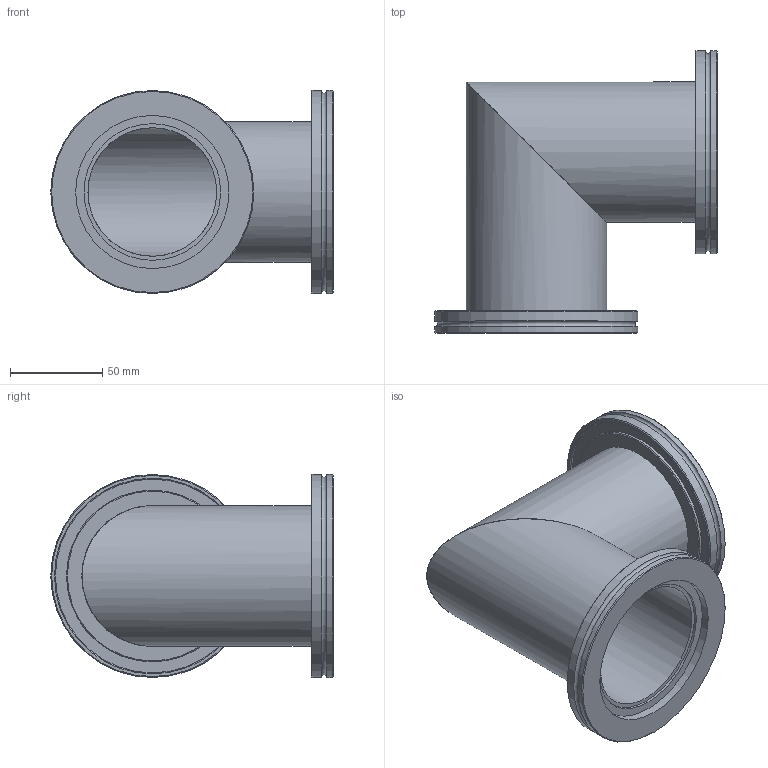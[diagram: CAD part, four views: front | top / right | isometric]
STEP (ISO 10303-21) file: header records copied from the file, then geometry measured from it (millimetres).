
FILE_DESCRIPTION(/* description */ (''),/* implementation_level */ '2;1');
FILE_NAME(/* name */ 'FL-EM80LF-98.stp',/* time_stamp */ '2018-12-06T11:13:01+00:00',/* author */ ('paul'),/* organization */ (''),/* preprocessor_version */ 'ST-DEVELOPER v17.2',/* originating_system */ 'Autodesk Inventor 2019',/* authorisation */ '');
FILE_SCHEMA (('AUTOMOTIVE_DESIGN { 1 0 10303 214 3 1 1 }'));
Length unit declared in the file: millimetre
Products named in the file (3): FL-EM80LF-98; FL-80LF-W; tube
Assembly tree (4 placements, depth 2):
  FL-EM80LF-98
    tube  x2
    FL-80LF-W  x2
Bounding box: 153 x 153 x 110 mm (x, y, z)
Volume: 235726 mm3; surface area: 125806.2 mm2
Topology: 4 solids, 4 shells, 44 faces, 108 edges, 80 vertices
Faces by surface type: cylinder 18, plane 16, cone 8, torus 2
Full cylindrical faces by diameter (mm): 69.7 x2, 74 x2, 76.1 x2, 76.4 x2, 83 x2, 93 x2, 105 x2, 110 x4
Entity records: 824 total; most frequent: DIRECTION 153, CARTESIAN_POINT 123, ORIENTED_EDGE 108, AXIS2_PLACEMENT_3D 70, EDGE_CURVE 54, VERTEX_POINT 40, CIRCLE 37, EDGE_LOOP 30
